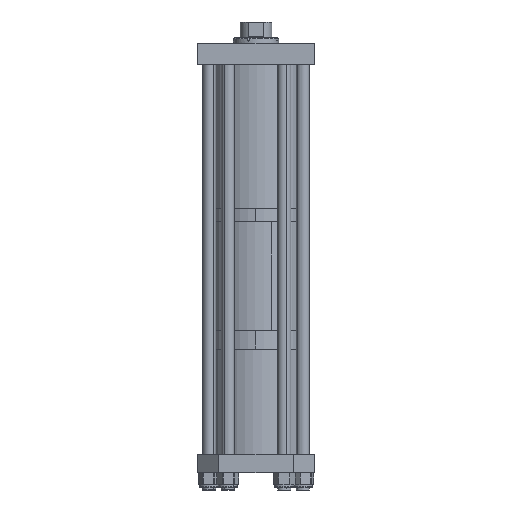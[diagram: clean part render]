
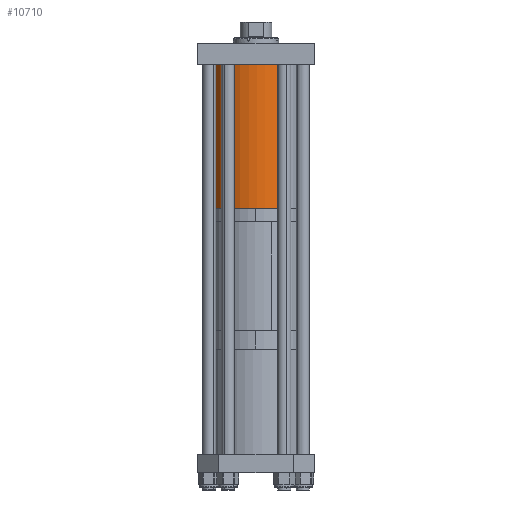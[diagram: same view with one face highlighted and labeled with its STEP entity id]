
A CAD part, left-side view. The second image highlights one B-rep face of the part: STEP entity #10710.
In plain terms, the highlighted cylindrical face has radius 114.3 mm (diameter 228.6 mm), a partial arc.
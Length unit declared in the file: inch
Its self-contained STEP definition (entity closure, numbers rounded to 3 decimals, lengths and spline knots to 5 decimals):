
#252 = ORIENTED_EDGE ( 'NONE', *, *, #5770, .F. ) ;
#1474 = CARTESIAN_POINT ( 'NONE',  ( 4.5, 0., 0. ) ) ;
#1740 = CIRCLE ( 'NONE', #3560, 4.5 ) ;
#1789 = DIRECTION ( 'NONE',  ( 1., 0., 0. ) ) ;
#1800 = LINE ( 'NONE', #6125, #7926 ) ;
#1921 = DIRECTION ( 'NONE',  ( 1., 0., 0. ) ) ;
#2136 = VERTEX_POINT ( 'NONE', #1474 ) ;
#2189 = ORIENTED_EDGE ( 'NONE', *, *, #2607, .F. ) ;
#2607 = EDGE_CURVE ( 'NONE', #10483, #5619, #10134, .T. ) ;
#3302 = CARTESIAN_POINT ( 'NONE',  ( 0., 0., 0. ) ) ;
#3560 = AXIS2_PLACEMENT_3D ( 'NONE', #3302, #10356, #1921 ) ;
#3839 = EDGE_CURVE ( 'NONE', #2136, #5619, #1740, .T. ) ;
#4361 = VERTEX_POINT ( 'NONE', #9113 ) ;
#4390 = ORIENTED_EDGE ( 'NONE', *, *, #3839, .T. ) ;
#4428 = FACE_OUTER_BOUND ( 'NONE', #10443, .T. ) ;
#5619 = VERTEX_POINT ( 'NONE', #10081 ) ;
#5770 = EDGE_CURVE ( 'NONE', #4361, #10483, #10251, .T. ) ;
#5920 = CYLINDRICAL_SURFACE ( 'NONE', #7105, 4.5 ) ;
#5969 = DIRECTION ( 'NONE',  ( -1., 0., 0. ) ) ;
#6066 = DIRECTION ( 'NONE',  ( 0., 0., 1. ) ) ;
#6125 = CARTESIAN_POINT ( 'NONE',  ( 4.5, 0., 13.56 ) ) ;
#6802 = CARTESIAN_POINT ( 'NONE',  ( 0., 0., 13.56 ) ) ;
#6879 = DIRECTION ( 'NONE',  ( 0., 0., -1. ) ) ;
#6948 = EDGE_CURVE ( 'NONE', #4361, #2136, #1800, .T. ) ;
#7105 = AXIS2_PLACEMENT_3D ( 'NONE', #6802, #11185, #5969 ) ;
#7827 = VECTOR ( 'NONE', #9140, 39.37008 ) ;
#7926 = VECTOR ( 'NONE', #6879, 39.37008 ) ;
#8093 = CARTESIAN_POINT ( 'NONE',  ( -4.5, 0., 13.56 ) ) ;
#8712 = CARTESIAN_POINT ( 'NONE',  ( 0., 0., 13.56 ) ) ;
#9113 = CARTESIAN_POINT ( 'NONE',  ( 4.5, 0., 13.56 ) ) ;
#9140 = DIRECTION ( 'NONE',  ( 0., 0., -1. ) ) ;
#10081 = CARTESIAN_POINT ( 'NONE',  ( -4.5, 0., 0. ) ) ;
#10134 = LINE ( 'NONE', #8093, #7827 ) ;
#10251 = CIRCLE ( 'NONE', #10471, 4.5 ) ;
#10356 = DIRECTION ( 'NONE',  ( 0., 0., 1. ) ) ;
#10443 = EDGE_LOOP ( 'NONE', ( #252, #11126, #4390, #2189 ) ) ;
#10471 = AXIS2_PLACEMENT_3D ( 'NONE', #8712, #6066, #1789 ) ;
#10483 = VERTEX_POINT ( 'NONE', #10876 ) ;
#10710 = ADVANCED_FACE ( 'NONE', ( #4428 ), #5920, .T. ) ;
#10876 = CARTESIAN_POINT ( 'NONE',  ( -4.5, 0., 13.56 ) ) ;
#11126 = ORIENTED_EDGE ( 'NONE', *, *, #6948, .T. ) ;
#11185 = DIRECTION ( 'NONE',  ( 0., 0., -1. ) ) ;
